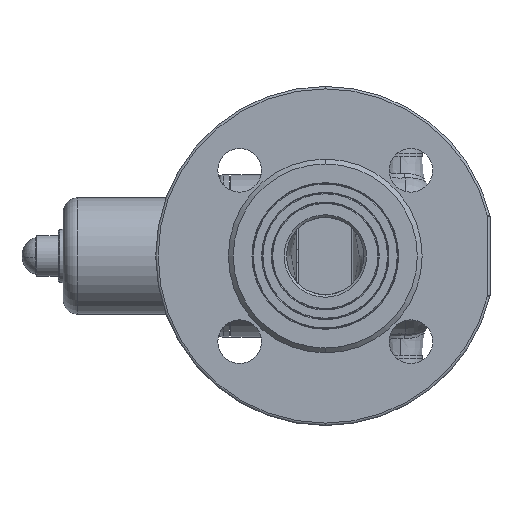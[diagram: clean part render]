
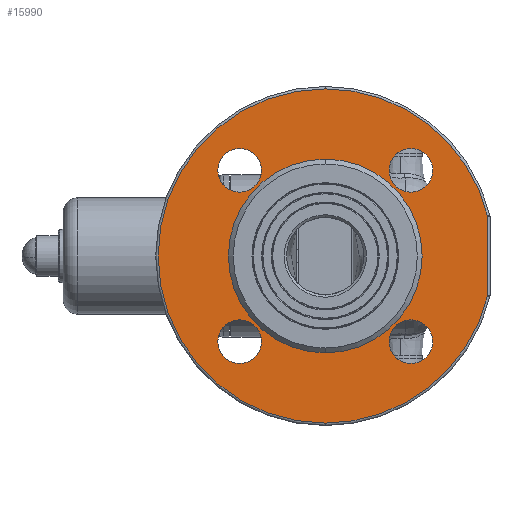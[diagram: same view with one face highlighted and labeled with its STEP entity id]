
A CAD part, left-side view. The second image highlights one B-rep face of the part: STEP entity #15990.
In plain terms, the highlighted planar face has unit normal (-1, 0, 0).
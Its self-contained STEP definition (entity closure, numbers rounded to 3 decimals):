
#5901 = CARTESIAN_POINT ( 'NONE',  ( -88., -58.761, 35.355 ) ) ;
#5970 = AXIS2_PLACEMENT_3D ( 'NONE', #5901, #5994, #5993 ) ;
#5993 = DIRECTION ( 'NONE',  ( 0., 0., 1. ) ) ;
#5994 = DIRECTION ( 'NONE',  ( -1., 0., 0. ) ) ;
#6003 = CIRCLE ( 'NONE', #5970, 9. ) ;
#6213 = DIRECTION ( 'NONE',  ( 0., 0., 1. ) ) ;
#6214 = DIRECTION ( 'NONE',  ( -1., 0., 0. ) ) ;
#6215 = CARTESIAN_POINT ( 'NONE',  ( -88., -58.761, -35.355 ) ) ;
#6225 = AXIS2_PLACEMENT_3D ( 'NONE', #6215, #6214, #6213 ) ;
#6226 = CIRCLE ( 'NONE', #6225, 9. ) ;
#6538 = CIRCLE ( 'NONE', #6593, 69. ) ;
#6590 = DIRECTION ( 'NONE',  ( 0., 0., 1. ) ) ;
#6591 = DIRECTION ( 'NONE',  ( -1., 0., 0. ) ) ;
#6592 = CARTESIAN_POINT ( 'NONE',  ( -88., -23.405, 0. ) ) ;
#6593 = AXIS2_PLACEMENT_3D ( 'NONE', #6592, #6591, #6590 ) ;
#6826 = CARTESIAN_POINT ( 'NONE',  ( -88., -90.405, -16.492 ) ) ;
#7335 = DIRECTION ( 'NONE',  ( 0., 0., 1. ) ) ;
#7336 = VECTOR ( 'NONE', #7335, 1000. ) ;
#7338 = CARTESIAN_POINT ( 'NONE',  ( -88., -90.405, 0. ) ) ;
#7339 = LINE ( 'NONE', #7338, #7336 ) ;
#7391 = CARTESIAN_POINT ( 'NONE',  ( -88., 11.95, 35.355 ) ) ;
#7397 = CIRCLE ( 'NONE', #7455, 9. ) ;
#7451 = DIRECTION ( 'NONE',  ( 0., 0., 1. ) ) ;
#7452 = DIRECTION ( 'NONE',  ( -1., 0., 0. ) ) ;
#7455 = AXIS2_PLACEMENT_3D ( 'NONE', #7391, #7452, #7451 ) ;
#8533 = VERTEX_POINT ( 'NONE', #28369 ) ;
#9721 = VERTEX_POINT ( 'NONE', #30577 ) ;
#11450 = VERTEX_POINT ( 'NONE', #33101 ) ;
#11568 = VERTEX_POINT ( 'NONE', #33423 ) ;
#11896 = VERTEX_POINT ( 'NONE', #33749 ) ;
#11916 = EDGE_CURVE ( 'NONE', #8533, #11896, #33938, .T. ) ;
#13924 = EDGE_CURVE ( 'NONE', #9721, #8533, #37018, .T. ) ;
#15679 = EDGE_CURVE ( 'NONE', #11450, #11568, #41465, .T. ) ;
#15945 = ORIENTED_EDGE ( 'NONE', *, *, #17582, .F. ) ;
#15967 = EDGE_LOOP ( 'NONE', ( #16490, #15945 ) ) ;
#15990 = ADVANCED_FACE ( 'NONE', ( #43977, #43980, #43962, #43966, #43990, #44061 ), #43959, .F. ) ;
#16108 = EDGE_CURVE ( 'NONE', #17580, #17531, #45231, .T. ) ;
#16236 = ORIENTED_EDGE ( 'NONE', *, *, #22414, .F. ) ;
#16360 = EDGE_CURVE ( 'NONE', #11568, #11450, #47936, .T. ) ;
#16490 = ORIENTED_EDGE ( 'NONE', *, *, #16108, .F. ) ;
#16521 = ORIENTED_EDGE ( 'NONE', *, *, #17639, .F. ) ;
#17531 = VERTEX_POINT ( 'NONE', #57818 ) ;
#17580 = VERTEX_POINT ( 'NONE', #57991 ) ;
#17581 = VERTEX_POINT ( 'NONE', #57954 ) ;
#17582 = EDGE_CURVE ( 'NONE', #17531, #17580, #57958, .T. ) ;
#17587 = VERTEX_POINT ( 'NONE', #57992 ) ;
#17627 = VERTEX_POINT ( 'NONE', #58062 ) ;
#17628 = EDGE_CURVE ( 'NONE', #17655, #17627, #58005, .T. ) ;
#17639 = EDGE_CURVE ( 'NONE', #17656, #17587, #58083, .T. ) ;
#17653 = VERTEX_POINT ( 'NONE', #58178 ) ;
#17654 = EDGE_CURVE ( 'NONE', #17581, #17653, #58128, .T. ) ;
#17655 = VERTEX_POINT ( 'NONE', #58132 ) ;
#17656 = VERTEX_POINT ( 'NONE', #58130 ) ;
#19723 = ORIENTED_EDGE ( 'NONE', *, *, #22789, .F. ) ;
#22352 = EDGE_LOOP ( 'NONE', ( #22416, #22365 ) ) ;
#22365 = ORIENTED_EDGE ( 'NONE', *, *, #17654, .F. ) ;
#22414 = EDGE_CURVE ( 'NONE', #17587, #17656, #6003, .T. ) ;
#22416 = ORIENTED_EDGE ( 'NONE', *, *, #22456, .F. ) ;
#22419 = EDGE_LOOP ( 'NONE', ( #19723, #22678 ) ) ;
#22456 = EDGE_CURVE ( 'NONE', #17653, #17581, #6226, .T. ) ;
#22461 = EDGE_LOOP ( 'NONE', ( #16236, #16521 ) ) ;
#22468 = ORIENTED_EDGE ( 'NONE', *, *, #22606, .T. ) ;
#22606 = EDGE_CURVE ( 'NONE', #11896, #22665, #6538, .T. ) ;
#22663 = EDGE_LOOP ( 'NONE', ( #22676, #22682 ) ) ;
#22664 = EDGE_LOOP ( 'NONE', ( #22681, #22770, #22468, #22889 ) ) ;
#22665 = VERTEX_POINT ( 'NONE', #6826 ) ;
#22676 = ORIENTED_EDGE ( 'NONE', *, *, #16360, .F. ) ;
#22678 = ORIENTED_EDGE ( 'NONE', *, *, #17628, .F. ) ;
#22681 = ORIENTED_EDGE ( 'NONE', *, *, #13924, .T. ) ;
#22682 = ORIENTED_EDGE ( 'NONE', *, *, #15679, .F. ) ;
#22770 = ORIENTED_EDGE ( 'NONE', *, *, #11916, .T. ) ;
#22774 = EDGE_CURVE ( 'NONE', #22665, #9721, #7339, .T. ) ;
#22789 = EDGE_CURVE ( 'NONE', #17627, #17655, #7397, .T. ) ;
#22889 = ORIENTED_EDGE ( 'NONE', *, *, #22774, .T. ) ;
#28369 = CARTESIAN_POINT ( 'NONE',  ( -88., -23.405, 69. ) ) ;
#30577 = CARTESIAN_POINT ( 'NONE',  ( -88., -90.405, 16.492 ) ) ;
#33101 = CARTESIAN_POINT ( 'NONE',  ( -88., -23.405, 40. ) ) ;
#33423 = CARTESIAN_POINT ( 'NONE',  ( -88., -23.405, -40. ) ) ;
#33745 = AXIS2_PLACEMENT_3D ( 'NONE', #33957, #33917, #33934 ) ;
#33749 = CARTESIAN_POINT ( 'NONE',  ( -88., -23.405, -69. ) ) ;
#33917 = DIRECTION ( 'NONE',  ( -1., 0., 0. ) ) ;
#33934 = DIRECTION ( 'NONE',  ( 0., 0., 1. ) ) ;
#33938 = CIRCLE ( 'NONE', #33745, 69. ) ;
#33957 = CARTESIAN_POINT ( 'NONE',  ( -88., -23.405, 0. ) ) ;
#36980 = AXIS2_PLACEMENT_3D ( 'NONE', #37012, #37009, #37008 ) ;
#37008 = DIRECTION ( 'NONE',  ( 0., 0., 1. ) ) ;
#37009 = DIRECTION ( 'NONE',  ( -1., 0., 0. ) ) ;
#37012 = CARTESIAN_POINT ( 'NONE',  ( -88., -23.405, 0. ) ) ;
#37018 = CIRCLE ( 'NONE', #36980, 69. ) ;
#41465 = CIRCLE ( 'NONE', #41470, 40. ) ;
#41469 = CARTESIAN_POINT ( 'NONE',  ( -88., -23.405, 0. ) ) ;
#41470 = AXIS2_PLACEMENT_3D ( 'NONE', #41469, #41565, #41562 ) ;
#41562 = DIRECTION ( 'NONE',  ( 0., 0., 1. ) ) ;
#41565 = DIRECTION ( 'NONE',  ( -1., 0., 0. ) ) ;
#43959 = PLANE ( 'NONE',  #43964 ) ;
#43962 = FACE_BOUND ( 'NONE', #22461, .T. ) ;
#43964 = AXIS2_PLACEMENT_3D ( 'NONE', #44114, #44113, #44111 ) ;
#43966 = FACE_BOUND ( 'NONE', #22419, .T. ) ;
#43977 = FACE_BOUND ( 'NONE', #15967, .T. ) ;
#43980 = FACE_BOUND ( 'NONE', #22352, .T. ) ;
#43990 = FACE_BOUND ( 'NONE', #22663, .T. ) ;
#44061 = FACE_OUTER_BOUND ( 'NONE', #22664, .T. ) ;
#44111 = DIRECTION ( 'NONE',  ( 0., 0., -1. ) ) ;
#44113 = DIRECTION ( 'NONE',  ( 1., 0., 0. ) ) ;
#44114 = CARTESIAN_POINT ( 'NONE',  ( -88., 16.595, 0. ) ) ;
#45086 = CARTESIAN_POINT ( 'NONE',  ( -88., 11.95, -35.355 ) ) ;
#45225 = DIRECTION ( 'NONE',  ( 0., 0., 1. ) ) ;
#45227 = DIRECTION ( 'NONE',  ( -1., 0., 0. ) ) ;
#45228 = AXIS2_PLACEMENT_3D ( 'NONE', #45086, #45227, #45225 ) ;
#45231 = CIRCLE ( 'NONE', #45228, 9. ) ;
#47864 = AXIS2_PLACEMENT_3D ( 'NONE', #47910, #47908, #47907 ) ;
#47907 = DIRECTION ( 'NONE',  ( 0., 0., 1. ) ) ;
#47908 = DIRECTION ( 'NONE',  ( -1., 0., 0. ) ) ;
#47910 = CARTESIAN_POINT ( 'NONE',  ( -88., -23.405, 0. ) ) ;
#47936 = CIRCLE ( 'NONE', #47864, 40. ) ;
#57818 = CARTESIAN_POINT ( 'NONE',  ( -88., 11.95, -44.355 ) ) ;
#57954 = CARTESIAN_POINT ( 'NONE',  ( -88., -58.761, -44.355 ) ) ;
#57958 = CIRCLE ( 'NONE', #57986, 9. ) ;
#57982 = DIRECTION ( 'NONE',  ( 0., 0., 1. ) ) ;
#57983 = DIRECTION ( 'NONE',  ( -1., 0., 0. ) ) ;
#57984 = CARTESIAN_POINT ( 'NONE',  ( -88., 11.95, -35.355 ) ) ;
#57986 = AXIS2_PLACEMENT_3D ( 'NONE', #57984, #57983, #57982 ) ;
#57991 = CARTESIAN_POINT ( 'NONE',  ( -88., 11.95, -26.355 ) ) ;
#57992 = CARTESIAN_POINT ( 'NONE',  ( -88., -58.761, 44.355 ) ) ;
#58005 = CIRCLE ( 'NONE', #58036, 9. ) ;
#58036 = AXIS2_PLACEMENT_3D ( 'NONE', #58052, #58051, #58050 ) ;
#58050 = DIRECTION ( 'NONE',  ( 0., 0., 1. ) ) ;
#58051 = DIRECTION ( 'NONE',  ( -1., 0., 0. ) ) ;
#58052 = CARTESIAN_POINT ( 'NONE',  ( -88., 11.95, 35.355 ) ) ;
#58062 = CARTESIAN_POINT ( 'NONE',  ( -88., 11.95, 44.355 ) ) ;
#58077 = DIRECTION ( 'NONE',  ( 0., 0., 1. ) ) ;
#58079 = DIRECTION ( 'NONE',  ( -1., 0., 0. ) ) ;
#58080 = CARTESIAN_POINT ( 'NONE',  ( -88., -58.761, 35.355 ) ) ;
#58083 = CIRCLE ( 'NONE', #58090, 9. ) ;
#58090 = AXIS2_PLACEMENT_3D ( 'NONE', #58080, #58079, #58077 ) ;
#58128 = CIRCLE ( 'NONE', #58175, 9. ) ;
#58130 = CARTESIAN_POINT ( 'NONE',  ( -88., -58.761, 26.355 ) ) ;
#58132 = CARTESIAN_POINT ( 'NONE',  ( -88., 11.95, 26.355 ) ) ;
#58165 = DIRECTION ( 'NONE',  ( 0., 0., 1. ) ) ;
#58167 = DIRECTION ( 'NONE',  ( -1., 0., 0. ) ) ;
#58170 = CARTESIAN_POINT ( 'NONE',  ( -88., -58.761, -35.355 ) ) ;
#58175 = AXIS2_PLACEMENT_3D ( 'NONE', #58170, #58167, #58165 ) ;
#58178 = CARTESIAN_POINT ( 'NONE',  ( -88., -58.761, -26.355 ) ) ;
